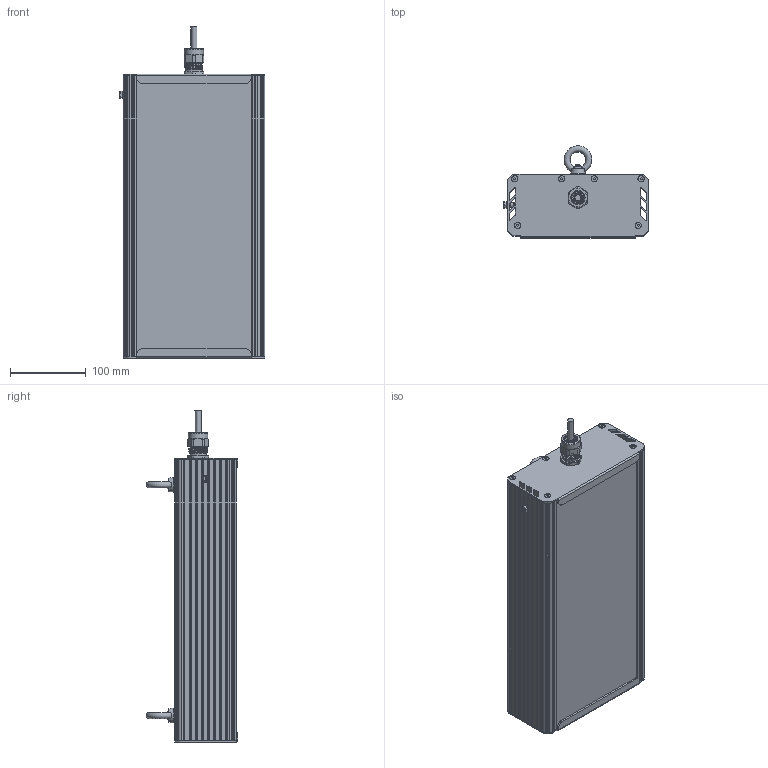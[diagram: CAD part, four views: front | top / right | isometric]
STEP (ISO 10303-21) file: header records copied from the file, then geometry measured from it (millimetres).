
FILE_DESCRIPTION(('STEP AP214'), '1');
FILE_NAME('001.0096.19.000 - ÃÑÏ-Ýêñòðà-Îïòèê-2Åõ-70', '', ('UNSPECIFIED'), ('UNSPECIFIED'), 'C3D Converter', 'C3D Toolkit', '');
FILE_SCHEMA(('AUTOMOTIVE_DESIGN { 1 0 10303 214 3 1 1}'));
Length unit declared in the file: millimetre
Products named in the file (29): 001.0096.19.000; 001.0065.02.000
Assembly tree (58 placements, depth 4):
  001.0096.19.000
    (unnamed)
      (unnamed)
      (unnamed)
      (unnamed)
      (unnamed)
      (unnamed)
      (unnamed)
      (unnamed)
      (unnamed)  x6
      (unnamed)  x6
      (unnamed)
      (unnamed)
      (unnamed)  x8
        (unnamed)
        (unnamed)
        (unnamed)
        (unnamed)
        (unnamed)
        (unnamed)
        (unnamed)
        (unnamed)
        (unnamed)
        (unnamed)
      (unnamed)
        (unnamed)
    001.0065.02.000  x2
      (unnamed)
      (unnamed)
Bounding box: 192.43 x 121.61 x 439 mm (x, y, z)
Volume: 1298602.8 mm3; surface area: 972488.1 mm2
Topology: 291 solids, 291 shells, 4021 faces, 9139 edges, 6092 vertices
Faces by surface type: plane 2878, cylinder 900, bspline 139, cone 91, sphere 8, torus 5
Full cylindrical faces by diameter (mm): 1 x8, 2 x16, 2.5 x32, 2.8 x200, 3.2 x8, 3.5 x48, 4 x13, 5 x2, 6 x3, 7 x2, 8 x12, 9 x104, 10 x1, 12.5 x1, 13 x1, 16 x1, 17 x1, 18 x1, 18.5 x1, 19 x1, 20 x1, 21.5 x1, 22 x2, 25.5 x1
Entity records: 82150 total; most frequent: CARTESIAN_POINT 43999, DIRECTION 6660, ORIENTED_EDGE 5678, EDGE_CURVE 2839, AXIS2_PLACEMENT_3D 2376, VERTEX_POINT 1971, LINE 1908, VECTOR 1908
